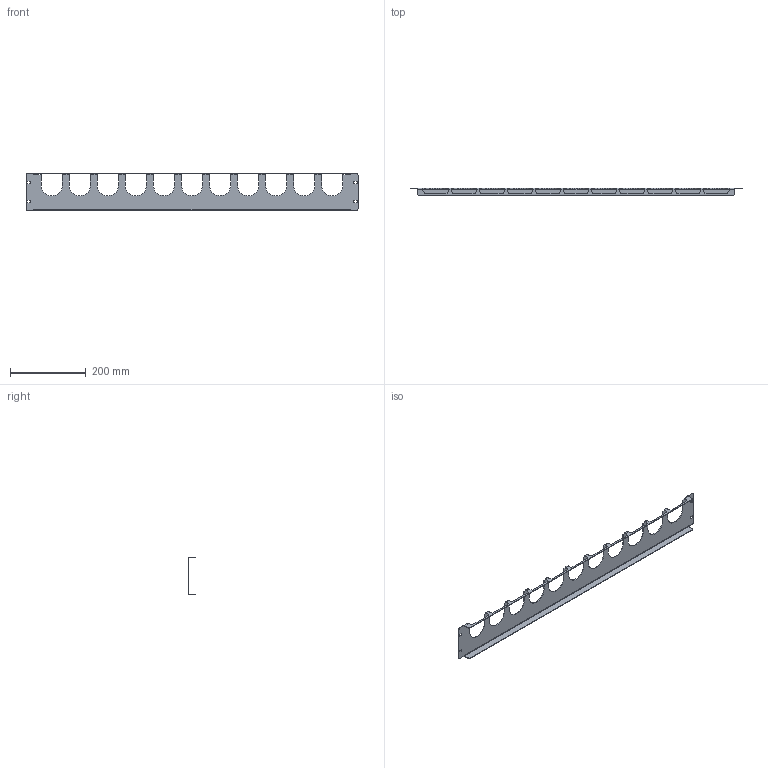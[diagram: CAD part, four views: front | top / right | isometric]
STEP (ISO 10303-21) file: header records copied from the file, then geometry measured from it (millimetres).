
FILE_DESCRIPTION (( 'STEP AP214' ), '1' );
FILE_NAME ('923.119.STEP', '2025-04-10T09:48:34', ( '' ), ( '' ), 'SwSTEP 2.0', 'SolidWorks 2021', '' );
FILE_SCHEMA (( 'AUTOMOTIVE_DESIGN' ));
Length unit declared in the file: millimetre
Products named in the file (1): 923.119
Bounding box: 876.5 x 20 x 100 mm (x, y, z)
Volume: 110880.7 mm3; surface area: 155154.4 mm2
Topology: 1 solids, 1 shells, 230 faces, 650 edges, 400 vertices
Faces by surface type: plane 177, cylinder 53
Entity records: 7358 total; most frequent: ORIENTED_EDGE 1300, CARTESIAN_POINT 1281, DIRECTION 1222, EDGE_CURVE 650, VECTOR 540, LINE 540, VERTEX_POINT 400, AXIS2_PLACEMENT_3D 341
